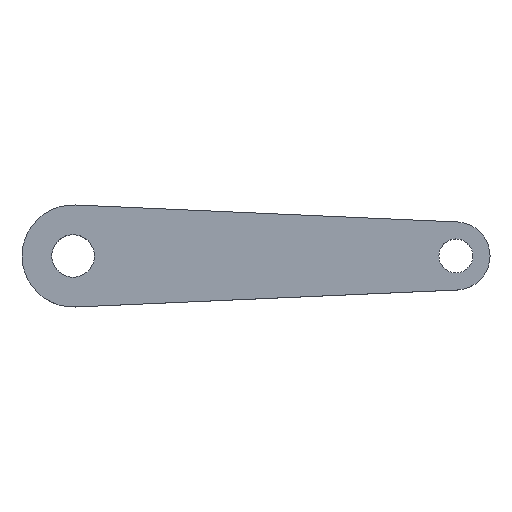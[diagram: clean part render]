
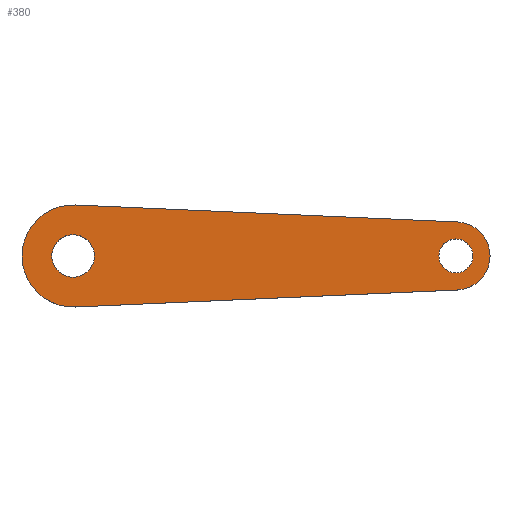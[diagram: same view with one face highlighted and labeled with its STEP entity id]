
A CAD part, top view. The second image highlights one B-rep face of the part: STEP entity #380.
In plain terms, the highlighted planar face has unit normal (0, 0, 1).
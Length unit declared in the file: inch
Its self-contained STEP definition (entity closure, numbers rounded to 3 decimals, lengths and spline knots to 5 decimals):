
#5 = FACE_OUTER_BOUND ( 'NONE', #219, .T. ) ;
#13 = ORIENTED_EDGE ( 'NONE', *, *, #26, .F. ) ;
#19 = VECTOR ( 'NONE', #378, 39.37008 ) ;
#20 = VERTEX_POINT ( 'NONE', #137 ) ;
#24 = ORIENTED_EDGE ( 'NONE', *, *, #283, .T. ) ;
#26 = EDGE_CURVE ( 'NONE', #394, #46, #67, .T. ) ;
#32 = DIRECTION ( 'NONE',  ( 0., 0., 1. ) ) ;
#41 = VERTEX_POINT ( 'NONE', #44 ) ;
#43 = CIRCLE ( 'NONE', #267, 0.125 ) ;
#44 = CARTESIAN_POINT ( 'NONE',  ( -0.3, 0., 0.125 ) ) ;
#45 = EDGE_LOOP ( 'NONE', ( #202, #241 ) ) ;
#46 = VERTEX_POINT ( 'NONE', #273 ) ;
#59 = AXIS2_PLACEMENT_3D ( 'NONE', #176, #310, #83 ) ;
#62 = DIRECTION ( 'NONE',  ( 0., 0., 1. ) ) ;
#63 = AXIS2_PLACEMENT_3D ( 'NONE', #242, #201, #268 ) ;
#65 = DIRECTION ( 'NONE',  ( 1., 0., 0. ) ) ;
#67 = CIRCLE ( 'NONE', #63, 0.1 ) ;
#68 = VERTEX_POINT ( 'NONE', #337 ) ;
#70 = EDGE_LOOP ( 'NONE', ( #387, #13 ) ) ;
#76 = VERTEX_POINT ( 'NONE', #174 ) ;
#83 = DIRECTION ( 'NONE',  ( 1., 0., 0. ) ) ;
#92 = EDGE_CURVE ( 'NONE', #20, #264, #206, .T. ) ;
#100 = DIRECTION ( 'NONE',  ( 1., 0., 0. ) ) ;
#108 = CIRCLE ( 'NONE', #331, 0.3 ) ;
#115 = DIRECTION ( 'NONE',  ( 1., 0., 0. ) ) ;
#125 = LINE ( 'NONE', #161, #363 ) ;
#130 = DIRECTION ( 'NONE',  ( 1., 0., 0. ) ) ;
#137 = CARTESIAN_POINT ( 'NONE',  ( 2.25889, -0.1998, 0.125 ) ) ;
#155 = ORIENTED_EDGE ( 'NONE', *, *, #303, .T. ) ;
#157 = CARTESIAN_POINT ( 'NONE',  ( 0.01333, 0.2997, 0.125 ) ) ;
#158 = PLANE ( 'NONE',  #251 ) ;
#161 = CARTESIAN_POINT ( 'NONE',  ( 2.25889, -0.1998, 0.125 ) ) ;
#170 = EDGE_CURVE ( 'NONE', #46, #394, #270, .T. ) ;
#174 = CARTESIAN_POINT ( 'NONE',  ( 0.01333, -0.2997, 0.125 ) ) ;
#176 = CARTESIAN_POINT ( 'NONE',  ( 2.25, 0., 0.125 ) ) ;
#191 = CARTESIAN_POINT ( 'NONE',  ( 0., 0., 0.125 ) ) ;
#195 = CARTESIAN_POINT ( 'NONE',  ( 0., 0., 0.125 ) ) ;
#201 = DIRECTION ( 'NONE',  ( 0., 0., 1. ) ) ;
#202 = ORIENTED_EDGE ( 'NONE', *, *, #277, .F. ) ;
#206 = CIRCLE ( 'NONE', #59, 0.2 ) ;
#217 = AXIS2_PLACEMENT_3D ( 'NONE', #371, #247, #305 ) ;
#219 = EDGE_LOOP ( 'NONE', ( #249, #312, #155, #252, #24 ) ) ;
#223 = FACE_BOUND ( 'NONE', #70, .T. ) ;
#225 = EDGE_CURVE ( 'NONE', #68, #302, #43, .T. ) ;
#227 = DIRECTION ( 'NONE',  ( 0., 0., 1. ) ) ;
#241 = ORIENTED_EDGE ( 'NONE', *, *, #225, .F. ) ;
#242 = CARTESIAN_POINT ( 'NONE',  ( 2.25, 0., 0.125 ) ) ;
#247 = DIRECTION ( 'NONE',  ( 0., 0., 1. ) ) ;
#249 = ORIENTED_EDGE ( 'NONE', *, *, #392, .T. ) ;
#251 = AXIS2_PLACEMENT_3D ( 'NONE', #195, #32, #130 ) ;
#252 = ORIENTED_EDGE ( 'NONE', *, *, #92, .T. ) ;
#259 = DIRECTION ( 'NONE',  ( 0., 0., 1. ) ) ;
#264 = VERTEX_POINT ( 'NONE', #287 ) ;
#267 = AXIS2_PLACEMENT_3D ( 'NONE', #314, #307, #115 ) ;
#268 = DIRECTION ( 'NONE',  ( 1., 0., 0. ) ) ;
#270 = CIRCLE ( 'NONE', #217, 0.1 ) ;
#273 = CARTESIAN_POINT ( 'NONE',  ( 2.15, 0., 0.125 ) ) ;
#277 = EDGE_CURVE ( 'NONE', #302, #68, #298, .T. ) ;
#282 = EDGE_CURVE ( 'NONE', #41, #76, #381, .T. ) ;
#283 = EDGE_CURVE ( 'NONE', #264, #291, #386, .T. ) ;
#284 = FACE_BOUND ( 'NONE', #45, .T. ) ;
#287 = CARTESIAN_POINT ( 'NONE',  ( 2.25889, 0.1998, 0.125 ) ) ;
#288 = CARTESIAN_POINT ( 'NONE',  ( 0.01333, 0.2997, 0.125 ) ) ;
#291 = VERTEX_POINT ( 'NONE', #157 ) ;
#292 = DIRECTION ( 'NONE',  ( 0.999, 0.044, 0. ) ) ;
#293 = DIRECTION ( 'NONE',  ( 1., 0., 0. ) ) ;
#294 = CARTESIAN_POINT ( 'NONE',  ( 2.35, 0., 0.125 ) ) ;
#298 = CIRCLE ( 'NONE', #418, 0.125 ) ;
#302 = VERTEX_POINT ( 'NONE', #416 ) ;
#303 = EDGE_CURVE ( 'NONE', #76, #20, #125, .T. ) ;
#305 = DIRECTION ( 'NONE',  ( 1., 0., 0. ) ) ;
#307 = DIRECTION ( 'NONE',  ( 0., 0., 1. ) ) ;
#309 = AXIS2_PLACEMENT_3D ( 'NONE', #191, #62, #100 ) ;
#310 = DIRECTION ( 'NONE',  ( 0., 0., 1. ) ) ;
#312 = ORIENTED_EDGE ( 'NONE', *, *, #282, .T. ) ;
#314 = CARTESIAN_POINT ( 'NONE',  ( 0., 0., 0.125 ) ) ;
#331 = AXIS2_PLACEMENT_3D ( 'NONE', #422, #259, #65 ) ;
#337 = CARTESIAN_POINT ( 'NONE',  ( 0.125, 0., 0.125 ) ) ;
#363 = VECTOR ( 'NONE', #292, 39.37008 ) ;
#371 = CARTESIAN_POINT ( 'NONE',  ( 2.25, 0., 0.125 ) ) ;
#374 = CARTESIAN_POINT ( 'NONE',  ( 0., 0., 0.125 ) ) ;
#378 = DIRECTION ( 'NONE',  ( -0.999, 0.044, 0. ) ) ;
#380 = ADVANCED_FACE ( 'NONE', ( #284, #5, #223 ), #158, .T. ) ;
#381 = CIRCLE ( 'NONE', #309, 0.3 ) ;
#386 = LINE ( 'NONE', #288, #19 ) ;
#387 = ORIENTED_EDGE ( 'NONE', *, *, #170, .F. ) ;
#392 = EDGE_CURVE ( 'NONE', #291, #41, #108, .T. ) ;
#394 = VERTEX_POINT ( 'NONE', #294 ) ;
#416 = CARTESIAN_POINT ( 'NONE',  ( -0.125, 0., 0.125 ) ) ;
#418 = AXIS2_PLACEMENT_3D ( 'NONE', #374, #227, #293 ) ;
#422 = CARTESIAN_POINT ( 'NONE',  ( 0., 0., 0.125 ) ) ;
